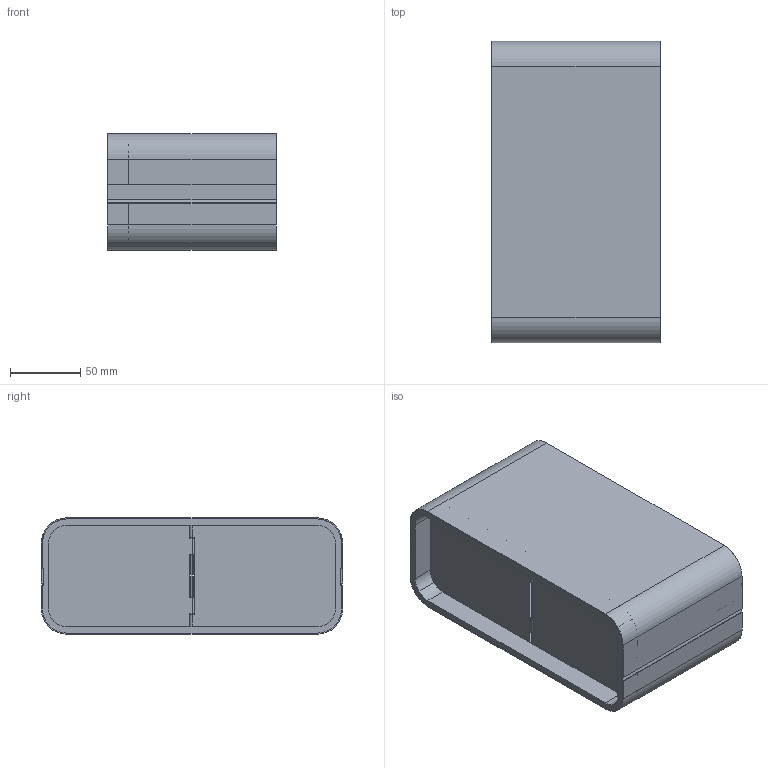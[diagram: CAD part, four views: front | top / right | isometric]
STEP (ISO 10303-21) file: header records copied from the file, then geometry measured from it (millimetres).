
FILE_DESCRIPTION(('STEP AP214'),'1');
FILE_NAME('ckstauklappe eckig Edelstahl.STP','2023-05-24T08:42:05',(' '),(' '),'Spatial InterOp 3D',' ',' ');
FILE_SCHEMA(('AUTOMOTIVE_DESIGN { 1 0 10303 214 1 1 1 1 }'));
Length unit declared in the file: millimetre
Products named in the file (1): gerades Prisma
Bounding box: 120 x 215 x 83 mm (x, y, z)
Volume: 100786.8 mm3; surface area: 190208.8 mm2
Topology: 4 solids, 4 shells, 130 faces, 366 edges, 244 vertices
Faces by surface type: cylinder 68, plane 62
Entity records: 4335 total; most frequent: DIRECTION 770, CARTESIAN_POINT 744, ORIENTED_EDGE 732, EDGE_CURVE 366, AXIS2_PLACEMENT_3D 270, VERTEX_POINT 244, LINE 230, VECTOR 230
